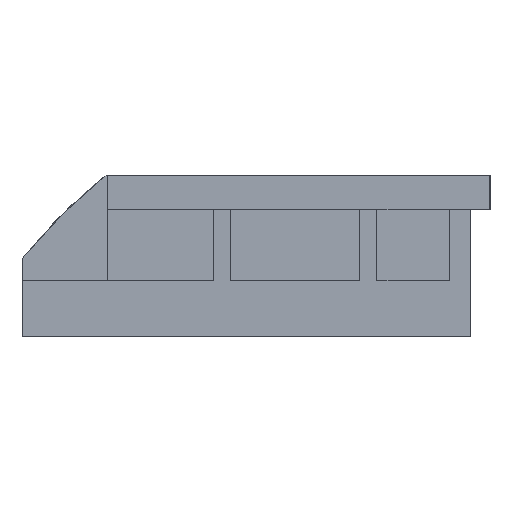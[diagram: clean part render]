
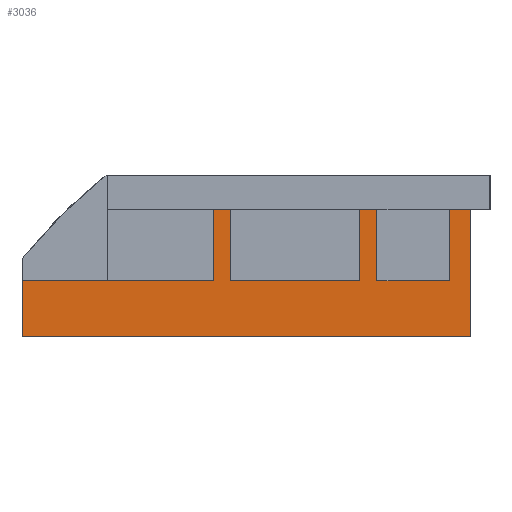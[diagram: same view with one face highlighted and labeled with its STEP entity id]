
A CAD part, left-side view. The second image highlights one B-rep face of the part: STEP entity #3036.
In plain terms, the highlighted planar face has unit normal (-1, 0, 0).
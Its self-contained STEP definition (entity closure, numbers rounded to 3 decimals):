
#102=LINE('',#4217,#505);
#152=LINE('',#4323,#555);
#161=LINE('',#4343,#564);
#165=LINE('',#4350,#568);
#184=LINE('',#4392,#587);
#235=LINE('',#4504,#638);
#356=LINE('',#4742,#759);
#357=LINE('',#4743,#760);
#358=LINE('',#4744,#761);
#369=LINE('',#4771,#772);
#410=LINE('',#4855,#813);
#462=LINE('',#4955,#865);
#463=LINE('',#4957,#866);
#464=LINE('',#4958,#867);
#505=VECTOR('',#3269,10.);
#555=VECTOR('',#3349,10.);
#564=VECTOR('',#3366,10.);
#568=VECTOR('',#3372,10.);
#587=VECTOR('',#3411,10.);
#638=VECTOR('',#3494,10.);
#759=VECTOR('',#3685,10.);
#760=VECTOR('',#3686,10.);
#761=VECTOR('',#3687,10.);
#772=VECTOR('',#3716,10.);
#813=VECTOR('',#3799,10.);
#865=VECTOR('',#3921,10.);
#866=VECTOR('',#3924,10.);
#867=VECTOR('',#3925,10.);
#1000=PLANE('',#3200);
#1146=FACE_OUTER_BOUND('',#1313,.T.);
#1313=EDGE_LOOP('',(#2852,#2853,#2854,#2855,#2856,#2857,#2858,#2859,#2860,
#2861,#2862,#2863,#2864,#2865));
#1371=VERTEX_POINT('',#4214);
#1372=VERTEX_POINT('',#4216);
#1412=VERTEX_POINT('',#4321);
#1413=VERTEX_POINT('',#4322);
#1417=VERTEX_POINT('',#4332);
#1420=VERTEX_POINT('',#4342);
#1422=VERTEX_POINT('',#4347);
#1432=VERTEX_POINT('',#4385);
#1435=VERTEX_POINT('',#4390);
#1461=VERTEX_POINT('',#4458);
#1481=VERTEX_POINT('',#4506);
#1482=VERTEX_POINT('',#4508);
#1569=VERTEX_POINT('',#4770);
#1591=VERTEX_POINT('',#4854);
#1658=EDGE_CURVE('',#1372,#1371,#102,.T.);
#1709=EDGE_CURVE('',#1412,#1413,#152,.T.);
#1719=EDGE_CURVE('',#1420,#1413,#161,.T.);
#1723=EDGE_CURVE('',#1372,#1422,#165,.T.);
#1744=EDGE_CURVE('',#1432,#1435,#184,.T.);
#1799=EDGE_CURVE('',#1420,#1417,#235,.T.);
#1920=EDGE_CURVE('',#1482,#1422,#356,.T.);
#1921=EDGE_CURVE('',#1412,#1481,#357,.T.);
#1922=EDGE_CURVE('',#1461,#1417,#358,.T.);
#1935=EDGE_CURVE('',#1569,#1461,#369,.F.);
#1978=EDGE_CURVE('',#1591,#1569,#410,.T.);
#2030=EDGE_CURVE('',#1435,#1482,#462,.T.);
#2031=EDGE_CURVE('',#1432,#1481,#463,.T.);
#2032=EDGE_CURVE('',#1591,#1371,#464,.F.);
#2852=ORIENTED_EDGE('',*,*,#1921,.T.);
#2853=ORIENTED_EDGE('',*,*,#2031,.F.);
#2854=ORIENTED_EDGE('',*,*,#1744,.T.);
#2855=ORIENTED_EDGE('',*,*,#2030,.T.);
#2856=ORIENTED_EDGE('',*,*,#1920,.T.);
#2857=ORIENTED_EDGE('',*,*,#1723,.F.);
#2858=ORIENTED_EDGE('',*,*,#1658,.T.);
#2859=ORIENTED_EDGE('',*,*,#2032,.F.);
#2860=ORIENTED_EDGE('',*,*,#1978,.T.);
#2861=ORIENTED_EDGE('',*,*,#1935,.T.);
#2862=ORIENTED_EDGE('',*,*,#1922,.T.);
#2863=ORIENTED_EDGE('',*,*,#1799,.F.);
#2864=ORIENTED_EDGE('',*,*,#1719,.T.);
#2865=ORIENTED_EDGE('',*,*,#1709,.F.);
#3036=ADVANCED_FACE('',(#1146),#1000,.T.);
#3200=AXIS2_PLACEMENT_3D('',#4956,#3922,#3923);
#3269=DIRECTION('',(0.,1.,0.));
#3349=DIRECTION('',(0.,0.,-1.));
#3366=DIRECTION('',(0.,1.,0.));
#3372=DIRECTION('',(0.,0.,1.));
#3411=DIRECTION('',(0.,1.,0.));
#3494=DIRECTION('',(0.,0.,1.));
#3685=DIRECTION('',(0.,1.,0.));
#3686=DIRECTION('',(0.,1.,0.));
#3687=DIRECTION('',(0.,1.,0.));
#3716=DIRECTION('',(0.,0.,-1.));
#3799=DIRECTION('',(0.,-1.,0.));
#3921=DIRECTION('',(0.,0.,1.));
#3922=DIRECTION('center_axis',(-1.,0.,0.));
#3923=DIRECTION('ref_axis',(0.,-1.,0.));
#3924=DIRECTION('',(0.,0.,1.));
#3925=DIRECTION('',(0.,0.,-1.));
#4214=CARTESIAN_POINT('',(-42.294,6.257,-20.61));
#4216=CARTESIAN_POINT('',(-42.294,-16.256,-20.61));
#4217=CARTESIAN_POINT('',(-42.294,-13.8,-20.61));
#4321=CARTESIAN_POINT('',(-42.294,-35.455,-12.21));
#4322=CARTESIAN_POINT('',(-42.294,-35.455,-20.61));
#4323=CARTESIAN_POINT('',(-42.294,-35.455,-20.61));
#4332=CARTESIAN_POINT('',(-42.294,-43.969,-12.21));
#4342=CARTESIAN_POINT('',(-42.294,-43.969,-20.61));
#4343=CARTESIAN_POINT('',(-42.294,-13.8,-20.61));
#4347=CARTESIAN_POINT('',(-42.294,-16.256,-12.21));
#4350=CARTESIAN_POINT('',(-42.294,-16.256,-20.61));
#4385=CARTESIAN_POINT('',(-42.294,-33.455,-20.61));
#4390=CARTESIAN_POINT('',(-42.294,-18.256,-20.61));
#4392=CARTESIAN_POINT('',(-42.294,-13.8,-20.61));
#4458=CARTESIAN_POINT('',(-42.294,-46.492,-12.21));
#4504=CARTESIAN_POINT('',(-42.294,-43.969,-24.71));
#4506=CARTESIAN_POINT('',(-42.294,-33.455,-12.21));
#4508=CARTESIAN_POINT('',(-42.294,-18.256,-12.21));
#4742=CARTESIAN_POINT('',(-42.294,-31.249,-12.21));
#4743=CARTESIAN_POINT('',(-42.294,-31.249,-12.21));
#4744=CARTESIAN_POINT('',(-42.294,-31.249,-12.21));
#4770=CARTESIAN_POINT('',(-42.294,-46.492,-27.21));
#4771=CARTESIAN_POINT('',(-42.294,-46.492,-27.21));
#4854=CARTESIAN_POINT('',(-42.294,6.257,-27.21));
#4855=CARTESIAN_POINT('',(-42.294,-43.969,-27.21));
#4955=CARTESIAN_POINT('',(-42.294,-18.256,-20.61));
#4956=CARTESIAN_POINT('Origin',(-42.294,-33.455,-20.61));
#4957=CARTESIAN_POINT('',(-42.294,-33.455,-20.61));
#4958=CARTESIAN_POINT('',(-42.294,6.257,-26.31));
